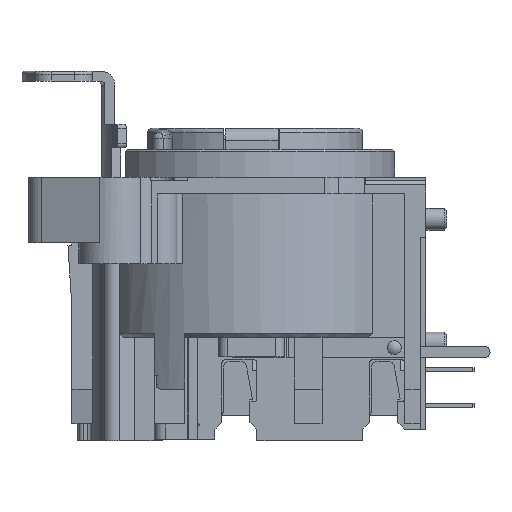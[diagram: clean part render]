
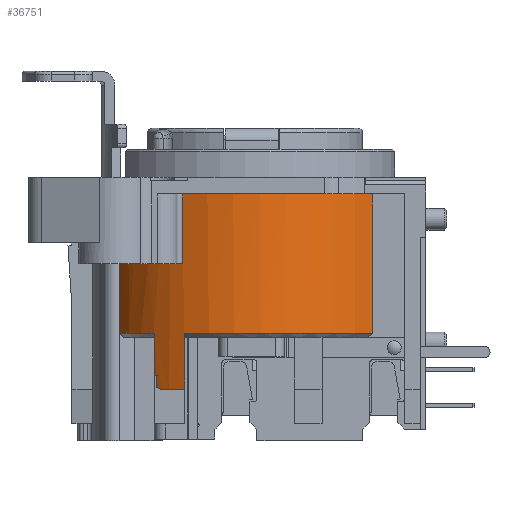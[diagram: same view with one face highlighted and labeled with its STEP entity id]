
A CAD part, left-side view. The second image highlights one B-rep face of the part: STEP entity #36751.
In plain terms, the highlighted cylindrical face has radius 10.9 mm (diameter 21.8 mm), a partial arc.
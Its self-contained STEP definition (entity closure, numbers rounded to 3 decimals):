
#536=CYLINDRICAL_SURFACE('',#39026,10.9);
#2014=LINE('',#55813,#6406);
#2018=LINE('',#55829,#6410);
#2023=LINE('',#55849,#6415);
#2024=LINE('',#55853,#6416);
#2025=LINE('',#55857,#6417);
#2026=LINE('',#55874,#6418);
#2027=LINE('',#55877,#6419);
#6406=VECTOR('',#43500,10.);
#6410=VECTOR('',#43516,10.);
#6415=VECTOR('',#43537,10.);
#6416=VECTOR('',#43540,10.);
#6417=VECTOR('',#43543,10.);
#6418=VECTOR('',#43546,10.);
#6419=VECTOR('',#43549,10.);
#11496=FACE_OUTER_BOUND('',#13472,.T.);
#13472=EDGE_LOOP('',(#28041,#28042,#28043,#28044,#28045,#28046,#28047,#28048,
#28049,#28050,#28051,#28052,#28053,#28054,#28055));
#15258=CIRCLE('',#38806,10.9);
#15325=CIRCLE('',#39025,10.9);
#15326=CIRCLE('',#39027,10.9);
#15327=CIRCLE('',#39028,10.9);
#15328=CIRCLE('',#39029,10.9);
#15329=CIRCLE('',#39030,10.9);
#15330=CIRCLE('',#39031,10.9);
#15994=B_SPLINE_CURVE_WITH_KNOTS('',3,(#55859,#55860,#55861,#55862,#55863,
#55864,#55865,#55866,#55867,#55868,#55869,#55870),.UNSPECIFIED.,.F.,.F.,
(4,2,2,2,2,4),(0.063,0.082,0.101,0.113,
0.118,0.124),.UNSPECIFIED.);
#17033=VERTEX_POINT('',#54886);
#17034=VERTEX_POINT('',#54888);
#17343=VERTEX_POINT('',#55812);
#17347=VERTEX_POINT('',#55823);
#17349=VERTEX_POINT('',#55827);
#17354=VERTEX_POINT('',#55842);
#17356=VERTEX_POINT('',#55848);
#17357=VERTEX_POINT('',#55850);
#17358=VERTEX_POINT('',#55852);
#17359=VERTEX_POINT('',#55854);
#17360=VERTEX_POINT('',#55856);
#17361=VERTEX_POINT('',#55858);
#17362=VERTEX_POINT('',#55871);
#17363=VERTEX_POINT('',#55873);
#17364=VERTEX_POINT('',#55875);
#20969=EDGE_CURVE('',#17034,#17033,#15258,.T.);
#21432=EDGE_CURVE('',#17034,#17343,#2014,.T.);
#21440=EDGE_CURVE('',#17349,#17347,#2018,.T.);
#21448=EDGE_CURVE('',#17354,#17347,#15325,.T.);
#21451=EDGE_CURVE('',#17033,#17356,#2023,.T.);
#21452=EDGE_CURVE('',#17357,#17356,#15326,.T.);
#21453=EDGE_CURVE('',#17357,#17358,#2024,.T.);
#21454=EDGE_CURVE('',#17358,#17359,#15327,.T.);
#21455=EDGE_CURVE('',#17359,#17360,#2025,.T.);
#21456=EDGE_CURVE('',#17361,#17360,#15994,.T.);
#21457=EDGE_CURVE('',#17362,#17361,#15328,.T.);
#21458=EDGE_CURVE('',#17363,#17362,#2026,.T.);
#21459=EDGE_CURVE('',#17364,#17363,#15329,.T.);
#21460=EDGE_CURVE('',#17364,#17354,#2027,.T.);
#21461=EDGE_CURVE('',#17349,#17343,#15330,.T.);
#28041=ORIENTED_EDGE('',*,*,#21432,.F.);
#28042=ORIENTED_EDGE('',*,*,#20969,.T.);
#28043=ORIENTED_EDGE('',*,*,#21451,.T.);
#28044=ORIENTED_EDGE('',*,*,#21452,.F.);
#28045=ORIENTED_EDGE('',*,*,#21453,.T.);
#28046=ORIENTED_EDGE('',*,*,#21454,.T.);
#28047=ORIENTED_EDGE('',*,*,#21455,.T.);
#28048=ORIENTED_EDGE('',*,*,#21456,.F.);
#28049=ORIENTED_EDGE('',*,*,#21457,.F.);
#28050=ORIENTED_EDGE('',*,*,#21458,.F.);
#28051=ORIENTED_EDGE('',*,*,#21459,.F.);
#28052=ORIENTED_EDGE('',*,*,#21460,.T.);
#28053=ORIENTED_EDGE('',*,*,#21448,.T.);
#28054=ORIENTED_EDGE('',*,*,#21440,.F.);
#28055=ORIENTED_EDGE('',*,*,#21461,.T.);
#36751=ADVANCED_FACE('',(#11496),#536,.T.);
#38806=AXIS2_PLACEMENT_3D('',#54889,#42700,#42701);
#39025=AXIS2_PLACEMENT_3D('',#55843,#43531,#43532);
#39026=AXIS2_PLACEMENT_3D('',#55847,#43535,#43536);
#39027=AXIS2_PLACEMENT_3D('',#55851,#43538,#43539);
#39028=AXIS2_PLACEMENT_3D('',#55855,#43541,#43542);
#39029=AXIS2_PLACEMENT_3D('',#55872,#43544,#43545);
#39030=AXIS2_PLACEMENT_3D('',#55876,#43547,#43548);
#39031=AXIS2_PLACEMENT_3D('',#55878,#43550,#43551);
#42700=DIRECTION('center_axis',(0.,0.,
-1.));
#42701=DIRECTION('ref_axis',(1.,0.,0.));
#43500=DIRECTION('',(0.,0.,-1.));
#43516=DIRECTION('',(0.,0.,1.));
#43531=DIRECTION('center_axis',(0.,0.,
-1.));
#43532=DIRECTION('ref_axis',(1.,0.,0.));
#43535=DIRECTION('center_axis',(0.,0.,-1.));
#43536=DIRECTION('ref_axis',(-0.998,0.067,0.));
#43537=DIRECTION('',(0.,0.,-1.));
#43538=DIRECTION('center_axis',(0.,0.,-1.));
#43539=DIRECTION('ref_axis',(-1.,0.,0.));
#43540=DIRECTION('',(0.,0.,-1.));
#43541=DIRECTION('center_axis',(0.,0.,
1.));
#43542=DIRECTION('ref_axis',(1.,0.,0.));
#43543=DIRECTION('',(0.,0.,-1.));
#43544=DIRECTION('center_axis',(0.,0.,
-1.));
#43545=DIRECTION('ref_axis',(0.493,0.87,0.));
#43546=DIRECTION('',(0.,0.,-1.));
#43547=DIRECTION('center_axis',(0.,0.,-1.));
#43548=DIRECTION('ref_axis',(-1.,0.,0.));
#43549=DIRECTION('',(0.,0.,1.));
#43550=DIRECTION('center_axis',(0.,0.,
-1.));
#43551=DIRECTION('ref_axis',(1.,0.,0.));
#54886=CARTESIAN_POINT('',(-5.368,9.486,-2.));
#54888=CARTESIAN_POINT('',(-7.957,7.45,-2.));
#54889=CARTESIAN_POINT('Origin',(0.,0.,-2.));
#55812=CARTESIAN_POINT('',(-7.957,7.45,-7.));
#55813=CARTESIAN_POINT('',(-7.957,7.45,-1.5));
#55823=CARTESIAN_POINT('',(-9.722,4.929,-2.));
#55827=CARTESIAN_POINT('',(-9.722,4.929,-7.));
#55829=CARTESIAN_POINT('',(-9.722,4.929,-1.5));
#55842=CARTESIAN_POINT('',(-6.595,-8.678,-2.));
#55843=CARTESIAN_POINT('Origin',(0.,0.,-2.));
#55847=CARTESIAN_POINT('Origin',(0.,0.,-1.5));
#55848=CARTESIAN_POINT('',(-5.368,9.486,-12.));
#55849=CARTESIAN_POINT('',(-5.368,9.486,-1.5));
#55850=CARTESIAN_POINT('',(-8.353,7.003,-12.));
#55851=CARTESIAN_POINT('Origin',(0.,0.,-12.));
#55852=CARTESIAN_POINT('',(-8.353,7.003,-15.));
#55853=CARTESIAN_POINT('',(-8.353,7.003,-12.3));
#55854=CARTESIAN_POINT('',(-8.47,6.861,-15.));
#55855=CARTESIAN_POINT('Origin',(0.,0.,-15.));
#55856=CARTESIAN_POINT('',(-8.47,6.861,-15.7));
#55857=CARTESIAN_POINT('',(-8.47,6.861,-1.5));
#55858=CARTESIAN_POINT('',(-8.77,6.473,-16.));
#55859=CARTESIAN_POINT('Ctrl Pts',(-8.77,6.473,-16.));
#55860=CARTESIAN_POINT('Ctrl Pts',(-8.732,6.524,-16.));
#55861=CARTESIAN_POINT('Ctrl Pts',(-8.69,6.58,-15.993));
#55862=CARTESIAN_POINT('Ctrl Pts',(-8.609,6.685,-15.957));
#55863=CARTESIAN_POINT('Ctrl Pts',(-8.571,6.735,-15.93));
#55864=CARTESIAN_POINT('Ctrl Pts',(-8.52,6.798,-15.869));
#55865=CARTESIAN_POINT('Ctrl Pts',(-8.503,6.82,-15.84));
#55866=CARTESIAN_POINT('Ctrl Pts',(-8.484,6.844,-15.791));
#55867=CARTESIAN_POINT('Ctrl Pts',(-8.479,6.85,-15.773));
#55868=CARTESIAN_POINT('Ctrl Pts',(-8.472,6.859,-15.737));
#55869=CARTESIAN_POINT('Ctrl Pts',(-8.47,6.861,-15.718));
#55870=CARTESIAN_POINT('Ctrl Pts',(-8.47,6.861,-15.7));
#55871=CARTESIAN_POINT('',(-9.778,4.817,-16.));
#55872=CARTESIAN_POINT('Origin',(0.,0.,-16.));
#55873=CARTESIAN_POINT('',(-9.778,4.817,-12.));
#55874=CARTESIAN_POINT('',(-9.778,4.817,-1.5));
#55875=CARTESIAN_POINT('',(-6.595,-8.678,-12.));
#55876=CARTESIAN_POINT('Origin',(0.,0.,-12.));
#55877=CARTESIAN_POINT('',(-6.595,-8.678,-1.5));
#55878=CARTESIAN_POINT('Origin',(0.,0.,-7.));
